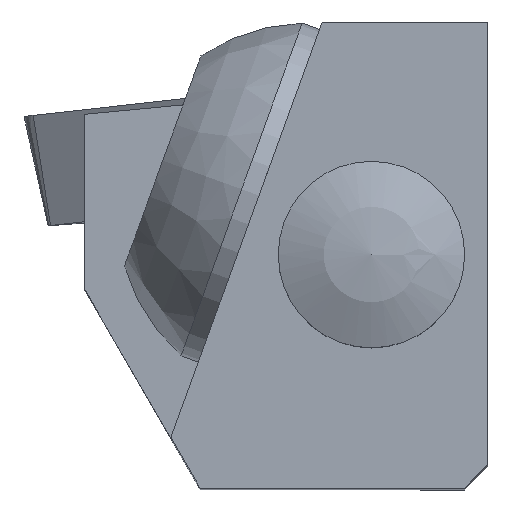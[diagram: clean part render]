
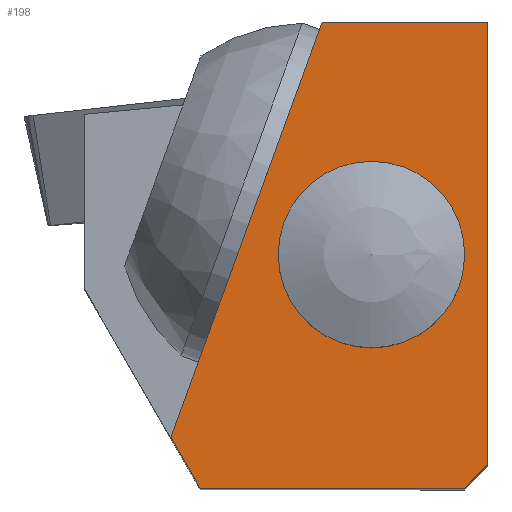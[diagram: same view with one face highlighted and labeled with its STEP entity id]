
A CAD part, top view. The second image highlights one B-rep face of the part: STEP entity #198.
In plain terms, the highlighted planar face has unit normal (0, 0, 1).
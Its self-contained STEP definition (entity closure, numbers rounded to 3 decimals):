
#121=FACE_BOUND('',#297,.T.);
#122=FACE_BOUND('',#298,.T.);
#163=CIRCLE('',#893,1.5);
#198=ADVANCED_FACE('',(#121,#122),#244,.T.);
#244=PLANE('',#894);
#297=EDGE_LOOP('',(#409));
#298=EDGE_LOOP('',(#410,#411,#412,#413,#414,#415,#416));
#409=ORIENTED_EDGE('',*,*,#640,.F.);
#410=ORIENTED_EDGE('',*,*,#641,.F.);
#411=ORIENTED_EDGE('',*,*,#638,.F.);
#412=ORIENTED_EDGE('',*,*,#642,.T.);
#413=ORIENTED_EDGE('',*,*,#631,.F.);
#414=ORIENTED_EDGE('',*,*,#635,.T.);
#415=ORIENTED_EDGE('',*,*,#625,.T.);
#416=ORIENTED_EDGE('',*,*,#643,.T.);
#552=VERTEX_POINT('',#1246);
#554=VERTEX_POINT('',#1251);
#558=VERTEX_POINT('',#1263);
#559=VERTEX_POINT('',#1265);
#562=VERTEX_POINT('',#1276);
#563=VERTEX_POINT('',#1278);
#564=VERTEX_POINT('',#1282);
#565=VERTEX_POINT('',#1284);
#625=EDGE_CURVE('',#552,#554,#713,.T.);
#631=EDGE_CURVE('',#558,#559,#718,.T.);
#635=EDGE_CURVE('',#558,#552,#722,.T.);
#638=EDGE_CURVE('',#562,#563,#725,.T.);
#640=EDGE_CURVE('',#564,#564,#163,.T.);
#641=EDGE_CURVE('',#563,#565,#727,.T.);
#642=EDGE_CURVE('',#562,#559,#728,.T.);
#643=EDGE_CURVE('',#554,#565,#729,.T.);
#713=LINE('',#1252,#774);
#718=LINE('',#1264,#779);
#722=LINE('',#1271,#783);
#725=LINE('',#1277,#786);
#727=LINE('',#1283,#788);
#728=LINE('',#1285,#789);
#729=LINE('',#1286,#790);
#774=VECTOR('',#1006,1.);
#779=VECTOR('',#1017,1.);
#783=VECTOR('',#1023,1.);
#786=VECTOR('',#1028,1.);
#788=VECTOR('',#1034,1.);
#789=VECTOR('',#1035,1.);
#790=VECTOR('',#1036,1.);
#893=AXIS2_PLACEMENT_3D('',#1281,#1032,#1033);
#894=AXIS2_PLACEMENT_3D('',#1287,#1037,#1038);
#1006=DIRECTION('',(-0.342,-0.94,0.));
#1017=DIRECTION('',(0.,-1.,0.));
#1023=DIRECTION('',(-1.,0.,0.));
#1028=DIRECTION('',(-1.,0.,0.));
#1032=DIRECTION('',(0.,0.,1.));
#1033=DIRECTION('',(1.,0.,0.));
#1034=DIRECTION('',(-0.5,0.866,0.));
#1035=DIRECTION('',(0.707,0.707,0.));
#1036=DIRECTION('',(0.,-1.,0.));
#1037=DIRECTION('',(0.,0.,1.));
#1038=DIRECTION('',(1.,0.,0.));
#1246=CARTESIAN_POINT('',(-3.56,10.,-6.));
#1251=CARTESIAN_POINT('',(-6.79,1.125,-6.));
#1252=CARTESIAN_POINT('',(-3.56,10.,-6.));
#1263=CARTESIAN_POINT('',(0.,10.,-6.));
#1264=CARTESIAN_POINT('',(0.,12.5,-6.));
#1265=CARTESIAN_POINT('',(0.,0.5,-6.));
#1271=CARTESIAN_POINT('',(0.,10.,-6.));
#1276=CARTESIAN_POINT('',(-0.5,0.,-6.));
#1277=CARTESIAN_POINT('',(-12.5,0.,-6.));
#1278=CARTESIAN_POINT('',(-6.176,0.,-6.));
#1281=CARTESIAN_POINT('',(-2.5,5.,-6.));
#1282=CARTESIAN_POINT('',(-1.,5.,-6.));
#1283=CARTESIAN_POINT('',(-6.176,0.,-6.));
#1284=CARTESIAN_POINT('',(-6.79,1.064,-6.));
#1285=CARTESIAN_POINT('',(-0.25,0.25,-6.));
#1286=CARTESIAN_POINT('',(-6.79,1.125,-6.));
#1287=CARTESIAN_POINT('',(-12.5,12.5,-6.));
